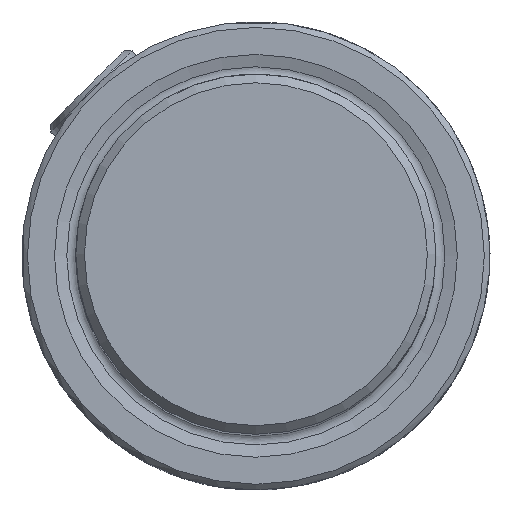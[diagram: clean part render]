
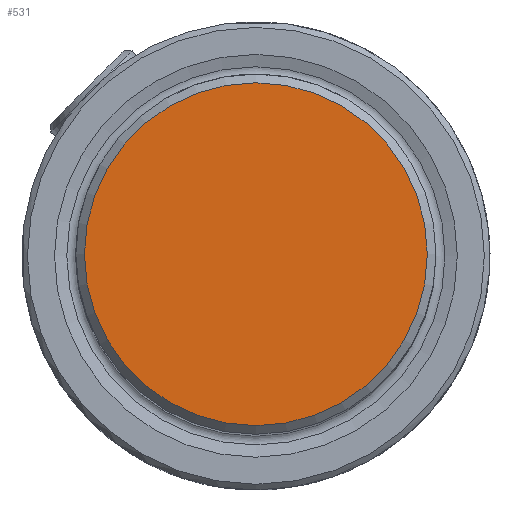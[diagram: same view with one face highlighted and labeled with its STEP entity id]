
A CAD part, top view. The second image highlights one B-rep face of the part: STEP entity #531.
In plain terms, the highlighted planar face has unit normal (0, 0, 1).
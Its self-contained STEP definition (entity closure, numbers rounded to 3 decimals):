
#398=CIRCLE('',#5071,15.112);
#531=ADVANCED_FACE('',(#931),#811,.T.);
#811=PLANE('',#5072);
#931=FACE_OUTER_BOUND('',#1174,.T.);
#1174=EDGE_LOOP('',(#1716));
#1716=ORIENTED_EDGE('',*,*,#3642,.T.);
#3146=VERTEX_POINT('',#7237);
#3642=EDGE_CURVE('',#3146,#3146,#398,.T.);
#5071=AXIS2_PLACEMENT_3D('',#7236,#5703,#5704);
#5072=AXIS2_PLACEMENT_3D('',#7238,#5705,#5706);
#5703=DIRECTION('',(0.,0.,1.));
#5704=DIRECTION('',(0.,-1.,0.));
#5705=DIRECTION('',(0.,0.,1.));
#5706=DIRECTION('',(0.,1.,0.));
#7236=CARTESIAN_POINT('',(0.,0.,
82.55));
#7237=CARTESIAN_POINT('',(0.,-15.112,82.55));
#7238=CARTESIAN_POINT('',(0.,0.,
82.55));
